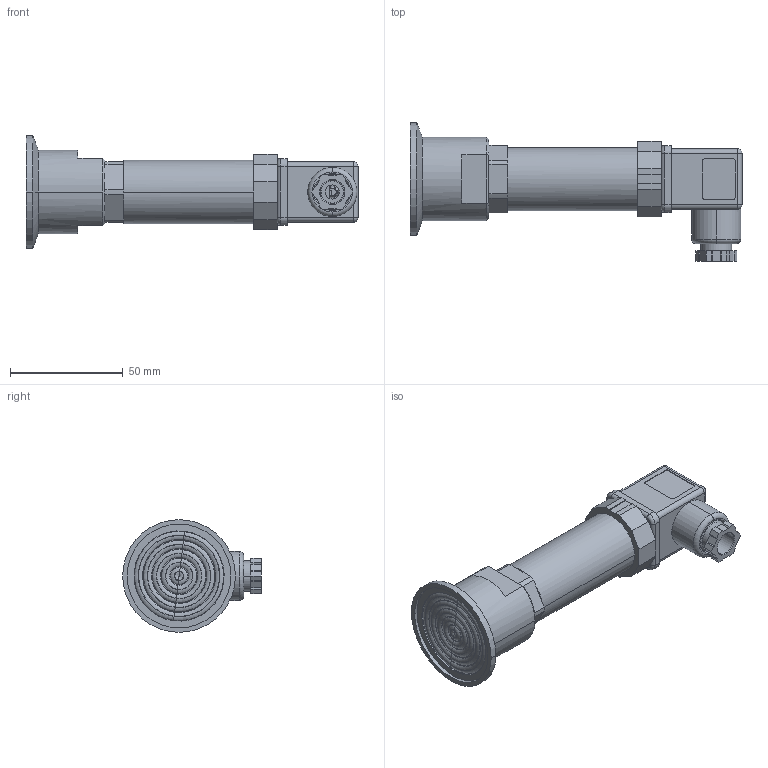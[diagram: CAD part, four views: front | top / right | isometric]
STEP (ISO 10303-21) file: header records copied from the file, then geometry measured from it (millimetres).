
FILE_DESCRIPTION(('Creo Elements/Direct Modeling STEP Export'),'2;1');
FILE_NAME('PR3800-XXXXBH.stp','2017-12-08T 9:19:03',(''),(''),'PTC Creo Elements/Direct Modeling STEP processor for AP214 (Solid Model)','PTC Creo Elements/Direct Modeling 19.0E 27-Jun-2016 (C) Parametric Technology GmbH','');
FILE_SCHEMA(('AUTOMOTIVE_DESIGN { 1 0 10303 214 1 1 1 1 }'));
Length unit declared in the file: millimetre
Products named in the file (3): PR3800-XXXXBH_CONNECTOR_1_2.PRT; PR3800-XXXXBH_TRANSDUCER_1_2.PRT; PR3800-XXXXBH
Assembly tree (2 placements, depth 2):
  PR3800-XXXXBH
    PR3800-XXXXBH_TRANSDUCER_1_2.PRT
    PR3800-XXXXBH_CONNECTOR_1_2.PRT
Bounding box: 147.25 x 61.46 x 50 mm (x, y, z)
Volume: 106218.5 mm3; surface area: 34395.4 mm2
Topology: 2 solids, 2 shells, 1215 faces, 3303 edges, 2116 vertices
Faces by surface type: plane 766, cylinder 283, cone 60, torus 54, extrusion 48, sphere 4
Entity records: 47822 total; most frequent: CARTESIAN_POINT 8251, ORIENTED_EDGE 6594, DIRECTION 5948, EDGE_CURVE 3297, VECTOR 2306, LINE 2258, VERTEX_POINT 2116, AXIS2_PLACEMENT_3D 1821
